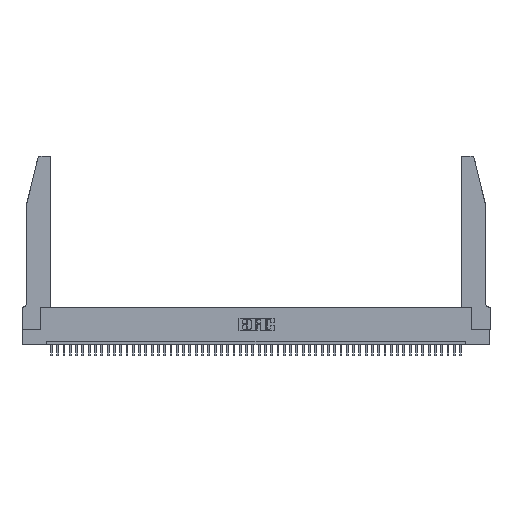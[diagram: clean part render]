
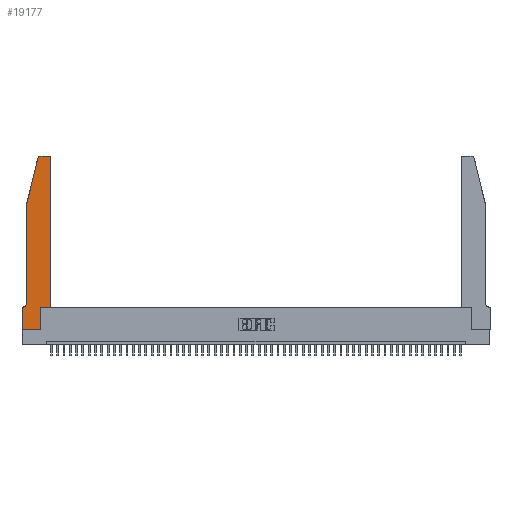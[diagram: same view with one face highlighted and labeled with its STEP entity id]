
A CAD part, top view. The second image highlights one B-rep face of the part: STEP entity #19177.
In plain terms, the highlighted planar face has unit normal (0, 0, 1).
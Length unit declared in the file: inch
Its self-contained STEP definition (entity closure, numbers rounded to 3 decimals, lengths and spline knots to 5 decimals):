
#981 = VERTEX_POINT ( 'NONE', #47719 ) ;
#1069 = CARTESIAN_POINT ( 'NONE',  ( 0.0055, 0.35, 0.37 ) ) ;
#1338 = ORIENTED_EDGE ( 'NONE', *, *, #38734, .T. ) ;
#1785 = CARTESIAN_POINT ( 'NONE',  ( 0., 0., 0.37 ) ) ;
#1791 = PLANE ( 'NONE',  #40235 ) ;
#1817 = CARTESIAN_POINT ( 'NONE',  ( 0.0755, 2., 0.37 ) ) ;
#1858 = DIRECTION ( 'NONE',  ( 0., 0., -1. ) ) ;
#2238 = CIRCLE ( 'NONE', #18226, 0.03 ) ;
#3000 = DIRECTION ( 'NONE',  ( 0., -1., 0. ) ) ;
#3098 = VECTOR ( 'NONE', #16913, 39.37008 ) ;
#3724 = AXIS2_PLACEMENT_3D ( 'NONE', #49797, #1858, #45445 ) ;
#4828 = EDGE_CURVE ( 'NONE', #40174, #981, #25851, .T. ) ;
#5242 = VERTEX_POINT ( 'NONE', #22811 ) ;
#5254 = DIRECTION ( 'NONE',  ( -0.239, -0.971, 0. ) ) ;
#5677 = DIRECTION ( 'NONE',  ( 0., 0., 1. ) ) ;
#6518 = CARTESIAN_POINT ( 'NONE',  ( 0.25487, 2.72718, 0.37 ) ) ;
#6909 = CARTESIAN_POINT ( 'NONE',  ( 0.0755, 0.35, 0.37 ) ) ;
#7822 = CARTESIAN_POINT ( 'NONE',  ( 0.2605, 2.75, 0.37 ) ) ;
#8538 = AXIS2_PLACEMENT_3D ( 'NONE', #9875, #49591, #37864 ) ;
#8827 = CARTESIAN_POINT ( 'NONE',  ( 0.4205, 2.72, 0.37 ) ) ;
#9414 = VECTOR ( 'NONE', #39742, 39.37008 ) ;
#9875 = CARTESIAN_POINT ( 'NONE',  ( 0.284, 2.72, 0.37 ) ) ;
#10350 = VECTOR ( 'NONE', #3000, 39.37008 ) ;
#10515 = EDGE_CURVE ( 'NONE', #5242, #46629, #44568, .T. ) ;
#10720 = ORIENTED_EDGE ( 'NONE', *, *, #12834, .T. ) ;
#11576 = VECTOR ( 'NONE', #31794, 39.37008 ) ;
#11586 = VECTOR ( 'NONE', #27007, 39.37008 ) ;
#12607 = DIRECTION ( 'NONE',  ( 0., 1., 0. ) ) ;
#12834 = EDGE_CURVE ( 'NONE', #15918, #14521, #39654, .T. ) ;
#13004 = ORIENTED_EDGE ( 'NONE', *, *, #10515, .T. ) ;
#13668 = VERTEX_POINT ( 'NONE', #46527 ) ;
#14351 = CARTESIAN_POINT ( 'NONE',  ( 0.4505, 2.72, 0.37 ) ) ;
#14521 = VERTEX_POINT ( 'NONE', #50820 ) ;
#15772 = CARTESIAN_POINT ( 'NONE',  ( 0.0755, 2., 0.37 ) ) ;
#15918 = VERTEX_POINT ( 'NONE', #50227 ) ;
#15968 = EDGE_CURVE ( 'NONE', #46629, #30467, #37517, .T. ) ;
#16913 = DIRECTION ( 'NONE',  ( 1., 0., 0. ) ) ;
#18226 = AXIS2_PLACEMENT_3D ( 'NONE', #8827, #5677, #41698 ) ;
#18574 = ORIENTED_EDGE ( 'NONE', *, *, #33745, .T. ) ;
#19177 = ADVANCED_FACE ( 'NONE', ( #45995 ), #1791, .T. ) ;
#19420 = VECTOR ( 'NONE', #5254, 39.37008 ) ;
#20277 = CARTESIAN_POINT ( 'NONE',  ( 0.4205, 2.75, 0.37 ) ) ;
#21288 = CARTESIAN_POINT ( 'NONE',  ( 0.2865, 0.35, 0.37 ) ) ;
#22811 = CARTESIAN_POINT ( 'NONE',  ( 0.2865, 0.35, 0.37 ) ) ;
#24127 = EDGE_CURVE ( 'NONE', #13668, #30643, #39345, .T. ) ;
#25851 = LINE ( 'NONE', #7822, #11576 ) ;
#26205 = VERTEX_POINT ( 'NONE', #31976 ) ;
#26309 = LINE ( 'NONE', #6909, #27557 ) ;
#27007 = DIRECTION ( 'NONE',  ( 0., -1., 0. ) ) ;
#27257 = VECTOR ( 'NONE', #12607, 39.37008 ) ;
#27557 = VECTOR ( 'NONE', #34476, 39.37008 ) ;
#27592 = CARTESIAN_POINT ( 'NONE',  ( 0.4505, 0.35, 0.37 ) ) ;
#29088 = EDGE_CURVE ( 'NONE', #14521, #5242, #35195, .T. ) ;
#30350 = EDGE_CURVE ( 'NONE', #30467, #40174, #2238, .T. ) ;
#30454 = CARTESIAN_POINT ( 'NONE',  ( 0.0755, 2., 0.37 ) ) ;
#30467 = VERTEX_POINT ( 'NONE', #14351 ) ;
#30643 = VERTEX_POINT ( 'NONE', #1069 ) ;
#31794 = DIRECTION ( 'NONE',  ( -1., 0., 0. ) ) ;
#31976 = CARTESIAN_POINT ( 'NONE',  ( 0., 0.35, 0.37 ) ) ;
#32547 = CARTESIAN_POINT ( 'NONE',  ( 0., 0., 0.37 ) ) ;
#32806 = CARTESIAN_POINT ( 'NONE',  ( 0.4505, 0.35, 0.37 ) ) ;
#33363 = CARTESIAN_POINT ( 'NONE',  ( 0., 0.35, 0.37 ) ) ;
#33745 = EDGE_CURVE ( 'NONE', #26205, #15918, #48060, .T. ) ;
#33896 = EDGE_CURVE ( 'NONE', #40043, #13668, #42519, .T. ) ;
#34359 = CARTESIAN_POINT ( 'NONE',  ( 0.4505, 0.35, 0.37 ) ) ;
#34476 = DIRECTION ( 'NONE',  ( -1., 0., 0. ) ) ;
#34753 = ORIENTED_EDGE ( 'NONE', *, *, #38332, .T. ) ;
#35174 = ORIENTED_EDGE ( 'NONE', *, *, #4828, .T. ) ;
#35195 = LINE ( 'NONE', #21288, #27257 ) ;
#35681 = ORIENTED_EDGE ( 'NONE', *, *, #15968, .T. ) ;
#36039 = VERTEX_POINT ( 'NONE', #6518 ) ;
#36680 = LINE ( 'NONE', #1817, #19420 ) ;
#37245 = ORIENTED_EDGE ( 'NONE', *, *, #30350, .T. ) ;
#37473 = DIRECTION ( 'NONE',  ( 1., 0., 0. ) ) ;
#37517 = LINE ( 'NONE', #34359, #47434 ) ;
#37617 = DIRECTION ( 'NONE',  ( 0., 1., 0. ) ) ;
#37864 = DIRECTION ( 'NONE',  ( 1., 0., 0. ) ) ;
#37885 = ORIENTED_EDGE ( 'NONE', *, *, #33896, .T. ) ;
#38332 = EDGE_CURVE ( 'NONE', #30643, #26205, #26309, .T. ) ;
#38734 = EDGE_CURVE ( 'NONE', #36039, #40043, #36680, .T. ) ;
#39345 = CIRCLE ( 'NONE', #3724, 0.07 ) ;
#39654 = LINE ( 'NONE', #32547, #9414 ) ;
#39742 = DIRECTION ( 'NONE',  ( 1., 0., 0. ) ) ;
#39977 = ORIENTED_EDGE ( 'NONE', *, *, #41996, .T. ) ;
#40043 = VERTEX_POINT ( 'NONE', #15772 ) ;
#40174 = VERTEX_POINT ( 'NONE', #20277 ) ;
#40235 = AXIS2_PLACEMENT_3D ( 'NONE', #33363, #44686, #37473 ) ;
#41698 = DIRECTION ( 'NONE',  ( 1., 0., 0. ) ) ;
#41996 = EDGE_CURVE ( 'NONE', #981, #36039, #43185, .T. ) ;
#42519 = LINE ( 'NONE', #30454, #11586 ) ;
#43185 = CIRCLE ( 'NONE', #8538, 0.03 ) ;
#44568 = LINE ( 'NONE', #27592, #3098 ) ;
#44686 = DIRECTION ( 'NONE',  ( 0., 0., 1. ) ) ;
#44797 = EDGE_LOOP ( 'NONE', ( #35174, #39977, #1338, #37885, #47228, #34753, #18574, #10720, #48033, #13004, #35681, #37245 ) ) ;
#45445 = DIRECTION ( 'NONE',  ( -1., 0., 0. ) ) ;
#45995 = FACE_OUTER_BOUND ( 'NONE', #44797, .T. ) ;
#46527 = CARTESIAN_POINT ( 'NONE',  ( 0.0755, 0.42, 0.37 ) ) ;
#46629 = VERTEX_POINT ( 'NONE', #32806 ) ;
#47228 = ORIENTED_EDGE ( 'NONE', *, *, #24127, .T. ) ;
#47434 = VECTOR ( 'NONE', #37617, 39.37008 ) ;
#47719 = CARTESIAN_POINT ( 'NONE',  ( 0.284, 2.75, 0.37 ) ) ;
#48033 = ORIENTED_EDGE ( 'NONE', *, *, #29088, .T. ) ;
#48060 = LINE ( 'NONE', #1785, #10350 ) ;
#49591 = DIRECTION ( 'NONE',  ( 0., 0., 1. ) ) ;
#49797 = CARTESIAN_POINT ( 'NONE',  ( 0.0055, 0.42, 0.37 ) ) ;
#50227 = CARTESIAN_POINT ( 'NONE',  ( 0., 0., 0.37 ) ) ;
#50820 = CARTESIAN_POINT ( 'NONE',  ( 0.2865, 0., 0.37 ) ) ;
